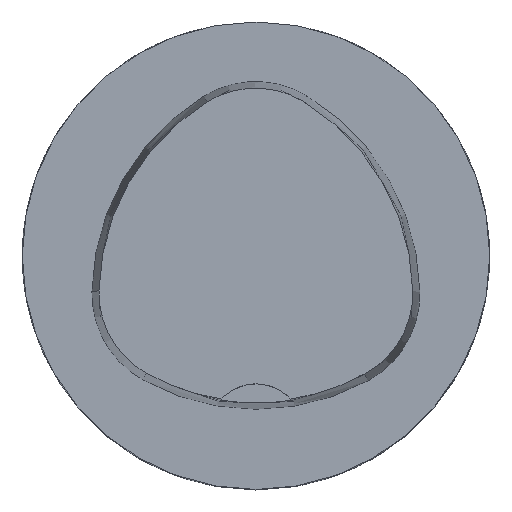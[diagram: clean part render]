
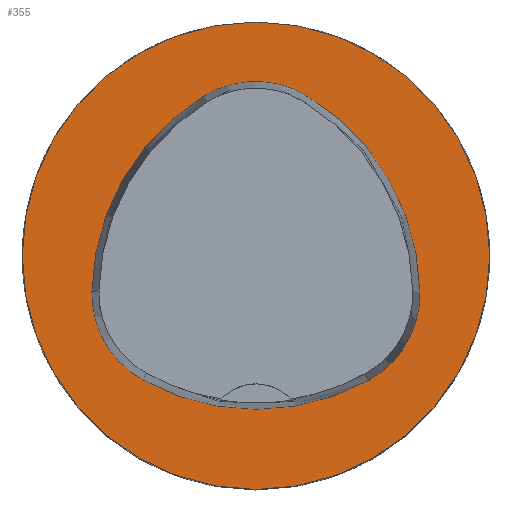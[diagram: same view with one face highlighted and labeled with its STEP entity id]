
A CAD part, top view. The second image highlights one B-rep face of the part: STEP entity #355.
In plain terms, the highlighted planar face has unit normal (0, 0, 1).
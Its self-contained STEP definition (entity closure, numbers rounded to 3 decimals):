
#143=PLANE('',#1002);
#355=ADVANCED_FACE('',(#408,#409),#143,.T.);
#408=FACE_BOUND('',#463,.T.);
#409=FACE_BOUND('',#464,.T.);
#463=EDGE_LOOP('',(#598,#599,#600,#601,#602,#603));
#464=EDGE_LOOP('',(#604));
#598=ORIENTED_EDGE('',*,*,#871,.T.);
#599=ORIENTED_EDGE('',*,*,#851,.T.);
#600=ORIENTED_EDGE('',*,*,#855,.T.);
#601=ORIENTED_EDGE('',*,*,#858,.T.);
#602=ORIENTED_EDGE('',*,*,#861,.T.);
#603=ORIENTED_EDGE('',*,*,#869,.T.);
#604=ORIENTED_EDGE('',*,*,#874,.F.);
#764=VERTEX_POINT('',#1404);
#765=VERTEX_POINT('',#1405);
#768=VERTEX_POINT('',#1413);
#770=VERTEX_POINT('',#1419);
#772=VERTEX_POINT('',#1425);
#779=VERTEX_POINT('',#1446);
#780=VERTEX_POINT('',#1456);
#851=EDGE_CURVE('',#764,#765,#932,.T.);
#855=EDGE_CURVE('',#765,#768,#934,.T.);
#858=EDGE_CURVE('',#768,#770,#936,.T.);
#861=EDGE_CURVE('',#770,#772,#938,.T.);
#869=EDGE_CURVE('',#772,#779,#942,.T.);
#871=EDGE_CURVE('',#779,#764,#944,.T.);
#874=EDGE_CURVE('',#780,#780,#947,.T.);
#932=CIRCLE('',#979,20.0);
#934=CIRCLE('',#982,8.5);
#936=CIRCLE('',#985,20.0);
#938=CIRCLE('',#988,8.5);
#942=CIRCLE('',#993,20.0);
#944=CIRCLE('',#996,8.5);
#947=CIRCLE('',#1001,20.0);
#979=AXIS2_PLACEMENT_3D('',#1403,#1123,#1124);
#982=AXIS2_PLACEMENT_3D('',#1412,#1131,#1132);
#985=AXIS2_PLACEMENT_3D('',#1418,#1138,#1139);
#988=AXIS2_PLACEMENT_3D('',#1424,#1145,#1146);
#993=AXIS2_PLACEMENT_3D('',#1447,#1157,#1158);
#996=AXIS2_PLACEMENT_3D('',#1450,#1163,#1164);
#1001=AXIS2_PLACEMENT_3D('',#1455,#1173,#1174);
#1002=AXIS2_PLACEMENT_3D('',#1457,#1175,#1176);
#1123=DIRECTION('',(0.0,0.0,-1.0));
#1124=DIRECTION('',(-1.0,0.0,0.0));
#1131=DIRECTION('',(0.0,0.0,-1.0));
#1132=DIRECTION('',(-1.0,0.0,0.0));
#1138=DIRECTION('',(0.0,0.0,-1.0));
#1139=DIRECTION('',(-1.0,0.0,0.0));
#1145=DIRECTION('',(0.0,0.0,-1.0));
#1146=DIRECTION('',(-1.0,0.0,0.0));
#1157=DIRECTION('',(0.0,0.0,-1.0));
#1158=DIRECTION('',(-1.0,0.0,0.0));
#1163=DIRECTION('',(0.0,0.0,-1.0));
#1164=DIRECTION('',(-1.0,0.0,0.0));
#1173=DIRECTION('',(0.0,0.0,-1.0));
#1174=DIRECTION('',(-1.0,0.0,0.0));
#1175=DIRECTION('',(0.0,0.0,1.0));
#1176=DIRECTION('',(1.0,0.0,0.0));
#1403=CARTESIAN_POINT('',(5.955,-3.414,0.0));
#1404=CARTESIAN_POINT('',(-14.041,-3.042,0.0));
#1405=CARTESIAN_POINT('',(-4.472,13.653,0.0));
#1412=CARTESIAN_POINT('',(-0.04,6.4,0.0));
#1413=CARTESIAN_POINT('',(4.347,13.68,0.0));
#1418=CARTESIAN_POINT('',(-5.976,-3.45,0.0));
#1419=CARTESIAN_POINT('',(14.021,-3.075,0.0));
#1424=CARTESIAN_POINT('',(5.522,-3.235,0.0));
#1425=CARTESIAN_POINT('',(9.588,-10.699,0.0));
#1446=CARTESIAN_POINT('',(-9.655,-10.639,0.0));
#1447=CARTESIAN_POINT('',(0.022,6.864,0.0));
#1450=CARTESIAN_POINT('',(-5.543,-3.2,0.0));
#1455=CARTESIAN_POINT('',(0.0,0.0,0.0));
#1456=CARTESIAN_POINT('',(-20.0,0.0,0.0));
#1457=CARTESIAN_POINT('',(0.0,0.0,0.0));
